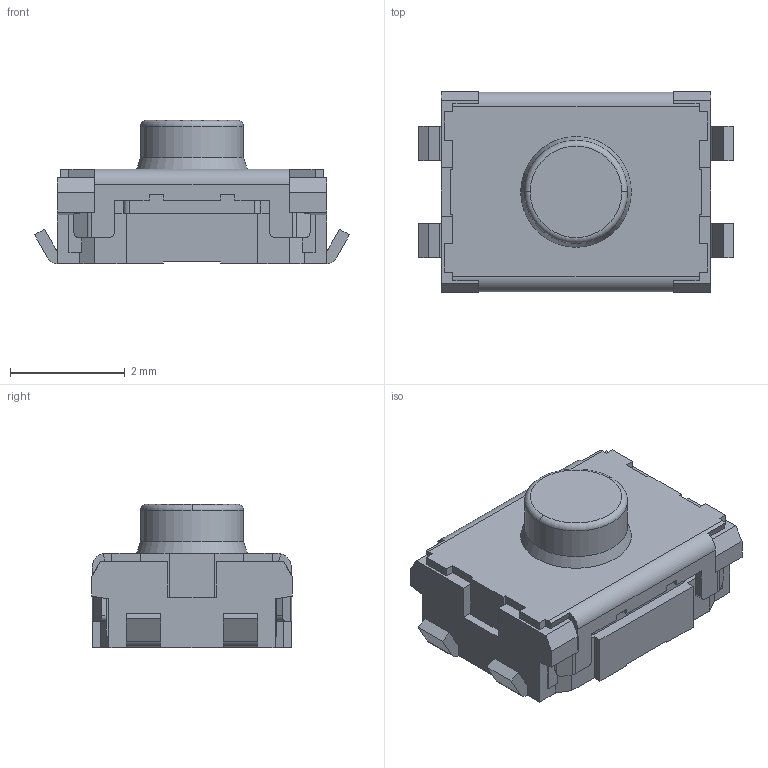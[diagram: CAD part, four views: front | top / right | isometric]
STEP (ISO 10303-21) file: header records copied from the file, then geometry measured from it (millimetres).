
FILE_DESCRIPTION(/* description */ ('STEP AP214'),/* implementation_level */ '2;1');
FILE_NAME(/* name */ '613c872f45a115154de97ebc',/* time_stamp */ '2021-09-11T10:38:40+00:00',/* author */ (''),/* organization */ (''),/* preprocessor_version */ 'ST-DEVELOPER v18.1',/* originating_system */ ' ',/* authorisation */ ' ');
FILE_SCHEMA (('AUTOMOTIVE_DESIGN {1 0 10303 214 3 1 1}'));
Length unit declared in the file: metre
Products named in the file (1): EVQP2H02B
Bounding box: 5.5 x 3.5 x 2.5 mm (x, y, z)
Volume: 27.6 mm3; surface area: 77 mm2
Topology: 1 solids, 1 shells, 246 faces, 728 edges, 478 vertices
Faces by surface type: plane 214, cylinder 29, torus 2, cone 1
Full cylindrical faces by diameter (mm): 1.8 x1
Entity records: 8132 total; most frequent: CARTESIAN_POINT 1463, ORIENTED_EDGE 1452, DIRECTION 1292, EDGE_CURVE 726, LINE 646, VECTOR 646, VERTEX_POINT 478, AXIS2_PLACEMENT_3D 323
